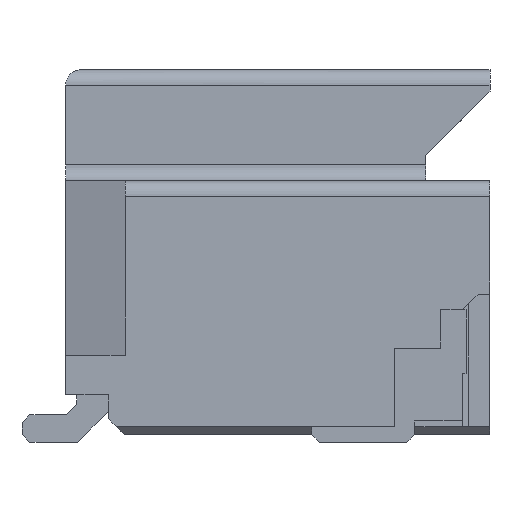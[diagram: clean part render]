
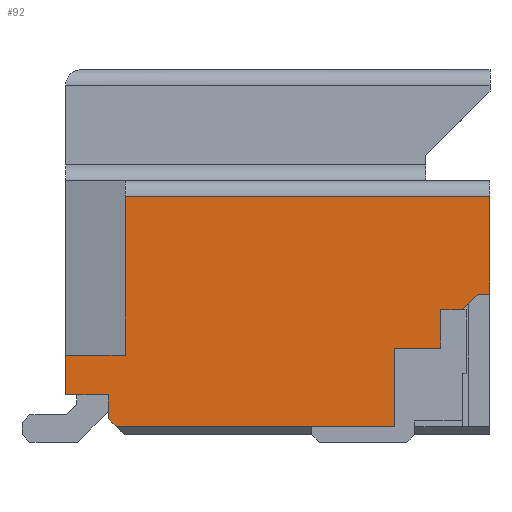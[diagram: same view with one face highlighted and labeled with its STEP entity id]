
A CAD part, left-side view. The second image highlights one B-rep face of the part: STEP entity #92.
In plain terms, the highlighted planar face has unit normal (-1, 0, 0).
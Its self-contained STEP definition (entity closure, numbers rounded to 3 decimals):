
#92=ADVANCED_FACE('',(#611),#356,.F.);
#356=PLANE('',#5348);
#611=FACE_OUTER_BOUND('',#884,.T.);
#884=EDGE_LOOP('',(#1397,#1398,#1399,#1400,#1401,#1402,#1403,#1404,#1405,
#1406,#1407,#1408,#1409,#1410,#1411));
#1397=ORIENTED_EDGE('',*,*,#3226,.F.);
#1398=ORIENTED_EDGE('',*,*,#3351,.T.);
#1399=ORIENTED_EDGE('',*,*,#3352,.F.);
#1400=ORIENTED_EDGE('',*,*,#3353,.F.);
#1401=ORIENTED_EDGE('',*,*,#3347,.F.);
#1402=ORIENTED_EDGE('',*,*,#3354,.F.);
#1403=ORIENTED_EDGE('',*,*,#3114,.F.);
#1404=ORIENTED_EDGE('',*,*,#3355,.F.);
#1405=ORIENTED_EDGE('',*,*,#3285,.T.);
#1406=ORIENTED_EDGE('',*,*,#3290,.T.);
#1407=ORIENTED_EDGE('',*,*,#3293,.T.);
#1408=ORIENTED_EDGE('',*,*,#3295,.T.);
#1409=ORIENTED_EDGE('',*,*,#3276,.T.);
#1410=ORIENTED_EDGE('',*,*,#3356,.T.);
#1411=ORIENTED_EDGE('',*,*,#3357,.T.);
#2622=VERTEX_POINT('',#6898);
#2623=VERTEX_POINT('',#6900);
#2733=VERTEX_POINT('',#7124);
#2734=VERTEX_POINT('',#7126);
#2775=VERTEX_POINT('',#7220);
#2778=VERTEX_POINT('',#7225);
#2786=VERTEX_POINT('',#7243);
#2787=VERTEX_POINT('',#7245);
#2790=VERTEX_POINT('',#7253);
#2792=VERTEX_POINT('',#7259);
#2833=VERTEX_POINT('',#7366);
#2834=VERTEX_POINT('',#7368);
#2836=VERTEX_POINT('',#7375);
#2837=VERTEX_POINT('',#7377);
#2838=VERTEX_POINT('',#7382);
#3114=EDGE_CURVE('',#2622,#2623,#3859,.T.);
#3226=EDGE_CURVE('',#2733,#2734,#3970,.T.);
#3276=EDGE_CURVE('',#2775,#2778,#4018,.T.);
#3285=EDGE_CURVE('',#2787,#2786,#4027,.T.);
#3290=EDGE_CURVE('',#2786,#2790,#4032,.T.);
#3293=EDGE_CURVE('',#2790,#2792,#4035,.T.);
#3295=EDGE_CURVE('',#2792,#2775,#4037,.T.);
#3347=EDGE_CURVE('',#2833,#2834,#4088,.T.);
#3351=EDGE_CURVE('',#2733,#2836,#4091,.T.);
#3352=EDGE_CURVE('',#2837,#2836,#4092,.T.);
#3353=EDGE_CURVE('',#2834,#2837,#4093,.T.);
#3354=EDGE_CURVE('',#2623,#2833,#4094,.T.);
#3355=EDGE_CURVE('',#2787,#2622,#4095,.T.);
#3356=EDGE_CURVE('',#2778,#2838,#4096,.T.);
#3357=EDGE_CURVE('',#2838,#2734,#4097,.T.);
#3859=LINE('',#6899,#4592);
#3970=LINE('',#7125,#4703);
#4018=LINE('',#7226,#4751);
#4027=LINE('',#7244,#4760);
#4032=LINE('',#7254,#4765);
#4035=LINE('',#7260,#4768);
#4037=LINE('',#7263,#4770);
#4088=LINE('',#7367,#4821);
#4091=LINE('',#7374,#4824);
#4092=LINE('',#7376,#4825);
#4093=LINE('',#7378,#4826);
#4094=LINE('',#7379,#4827);
#4095=LINE('',#7380,#4828);
#4096=LINE('',#7381,#4829);
#4097=LINE('',#7383,#4830);
#4592=VECTOR('',#5604,1.);
#4703=VECTOR('',#5723,1.);
#4751=VECTOR('',#5787,1.);
#4760=VECTOR('',#5798,1.);
#4765=VECTOR('',#5805,1.);
#4768=VECTOR('',#5810,1.);
#4770=VECTOR('',#5814,1.);
#4821=VECTOR('',#5889,1.);
#4824=VECTOR('',#5896,1.);
#4825=VECTOR('',#5897,1.);
#4826=VECTOR('',#5898,1.);
#4827=VECTOR('',#5899,1.);
#4828=VECTOR('',#5900,1.);
#4829=VECTOR('',#5901,1.);
#4830=VECTOR('',#5902,1.);
#5348=AXIS2_PLACEMENT_3D('',#7384,#5903,#5904);
#5604=DIRECTION('',(0.,0.,1.));
#5723=DIRECTION('',(0.,0.,-1.));
#5787=DIRECTION('',(0.,-1.,0.));
#5798=DIRECTION('',(0.,-1.,0.));
#5805=DIRECTION('',(0.,0.,1.));
#5810=DIRECTION('',(0.,-1.,0.));
#5814=DIRECTION('',(0.,0.,1.));
#5889=DIRECTION('',(0.,0.,1.));
#5896=DIRECTION('',(0.,1.,0.));
#5897=DIRECTION('',(0.,0.,1.));
#5898=DIRECTION('',(0.,-1.,0.));
#5899=DIRECTION('',(0.,1.,0.));
#5900=DIRECTION('',(0.,0.707,0.707));
#5901=DIRECTION('',(0.,-0.707,0.707));
#5902=DIRECTION('',(0.,-1.,0.));
#5903=DIRECTION('',(1.,0.,0.));
#5904=DIRECTION('',(0.,0.,-1.));
#6898=CARTESIAN_POINT('',(-5.5,5.7,0.06));
#6899=CARTESIAN_POINT('',(-5.5,5.7,0.36));
#6900=CARTESIAN_POINT('',(-5.5,5.7,0.36));
#7124=CARTESIAN_POINT('',(-5.5,0.89,2.86));
#7125=CARTESIAN_POINT('',(-5.5,0.89,3.06));
#7126=CARTESIAN_POINT('',(-5.5,0.89,1.63));
#7220=CARTESIAN_POINT('',(-5.5,1.51,1.43));
#7225=CARTESIAN_POINT('',(-5.5,1.24,1.43));
#7226=CARTESIAN_POINT('',(-5.5,1.51,1.43));
#7243=CARTESIAN_POINT('',(-5.5,2.09,-0.04));
#7244=CARTESIAN_POINT('',(-5.5,53.855,-0.04));
#7245=CARTESIAN_POINT('',(-5.5,5.6,-0.04));
#7253=CARTESIAN_POINT('',(-5.5,2.09,0.95));
#7254=CARTESIAN_POINT('',(-5.5,2.09,-0.04));
#7259=CARTESIAN_POINT('',(-5.5,1.51,0.95));
#7260=CARTESIAN_POINT('',(-5.5,2.09,0.95));
#7263=CARTESIAN_POINT('',(-5.5,1.51,0.95));
#7366=CARTESIAN_POINT('',(-5.5,6.24,0.36));
#7367=CARTESIAN_POINT('',(-5.5,6.24,-0.14));
#7368=CARTESIAN_POINT('',(-5.5,6.24,0.86));
#7374=CARTESIAN_POINT('',(-5.5,0.,2.86));
#7375=CARTESIAN_POINT('',(-5.5,5.49,2.86));
#7376=CARTESIAN_POINT('',(-5.5,5.49,0.86));
#7377=CARTESIAN_POINT('',(-5.5,5.49,0.86));
#7378=CARTESIAN_POINT('',(-5.5,6.24,0.86));
#7379=CARTESIAN_POINT('',(-5.5,6.24,0.36));
#7380=CARTESIAN_POINT('',(-5.5,5.7,0.06));
#7381=CARTESIAN_POINT('',(-5.5,1.24,1.43));
#7382=CARTESIAN_POINT('',(-5.5,1.04,1.63));
#7383=CARTESIAN_POINT('',(-5.5,1.04,1.63));
#7384=CARTESIAN_POINT('',(-5.5,0.,0.));
